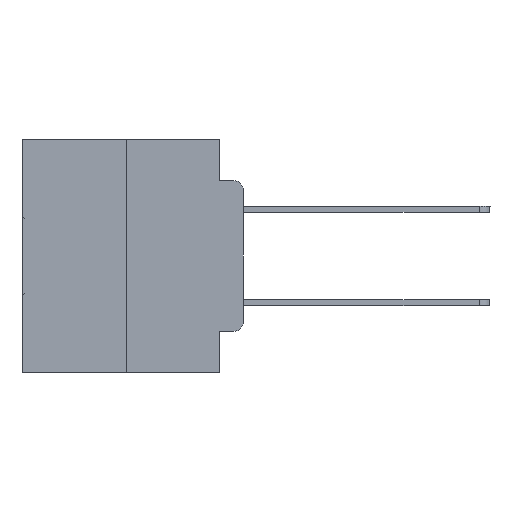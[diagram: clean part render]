
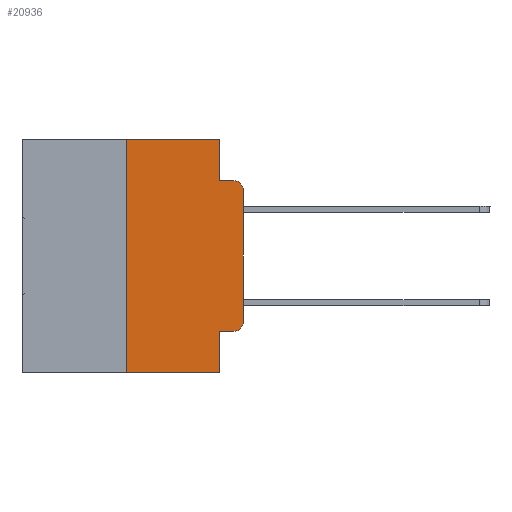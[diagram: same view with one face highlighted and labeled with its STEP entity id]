
A CAD part, left-side view. The second image highlights one B-rep face of the part: STEP entity #20936.
In plain terms, the highlighted planar face has unit normal (-1, 0, 0).
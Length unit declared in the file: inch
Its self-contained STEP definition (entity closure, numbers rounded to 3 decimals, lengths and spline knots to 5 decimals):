
#82 = EDGE_CURVE ( 'NONE', #21093, #29617, #29491, .T. ) ;
#451 = CARTESIAN_POINT ( 'NONE',  ( 0., 0.473, -0.5 ) ) ;
#830 = VERTEX_POINT ( 'NONE', #1895 ) ;
#1825 = CARTESIAN_POINT ( 'NONE',  ( 0., 0.051, -0.0885 ) ) ;
#1895 = CARTESIAN_POINT ( 'NONE',  ( 0., 0.02, -0.0885 ) ) ;
#2790 = CARTESIAN_POINT ( 'NONE',  ( 0., 0.051, 0. ) ) ;
#2850 = CARTESIAN_POINT ( 'NONE',  ( 0., 0.02, -0.4115 ) ) ;
#3094 = VERTEX_POINT ( 'NONE', #17882 ) ;
#4292 = DIRECTION ( 'NONE',  ( 0., -1., 0. ) ) ;
#4342 = VECTOR ( 'NONE', #30637, 39.37008 ) ;
#4767 = CARTESIAN_POINT ( 'NONE',  ( 0., 0.02, -0.1085 ) ) ;
#4996 = EDGE_CURVE ( 'NONE', #19640, #29617, #10411, .T. ) ;
#5146 = EDGE_LOOP ( 'NONE', ( #11180, #31089, #5724, #21323, #5532, #23779, #16184, #27862, #9918, #22605 ) ) ;
#5309 = CARTESIAN_POINT ( 'NONE',  ( 0., 0.02, -0.3915 ) ) ;
#5532 = ORIENTED_EDGE ( 'NONE', *, *, #5580, .F. ) ;
#5580 = EDGE_CURVE ( 'NONE', #10429, #3094, #6515, .T. ) ;
#5724 = ORIENTED_EDGE ( 'NONE', *, *, #26759, .F. ) ;
#5835 = CARTESIAN_POINT ( 'NONE',  ( 0., 0., -0.3915 ) ) ;
#6213 = CARTESIAN_POINT ( 'NONE',  ( 0., 0.473, 0. ) ) ;
#6515 = LINE ( 'NONE', #6213, #31416 ) ;
#6605 = CARTESIAN_POINT ( 'NONE',  ( 0., 0., 0. ) ) ;
#6662 = VERTEX_POINT ( 'NONE', #5835 ) ;
#6671 = EDGE_CURVE ( 'NONE', #19640, #22175, #8356, .T. ) ;
#7237 = DIRECTION ( 'NONE',  ( 0., 0., -1. ) ) ;
#7750 = DIRECTION ( 'NONE',  ( 0., 0., -1. ) ) ;
#7837 = DIRECTION ( 'NONE',  ( 1., 0., 0. ) ) ;
#7991 = LINE ( 'NONE', #1825, #17584 ) ;
#8306 = EDGE_CURVE ( 'NONE', #22175, #6662, #18195, .T. ) ;
#8356 = LINE ( 'NONE', #25174, #14166 ) ;
#8486 = CARTESIAN_POINT ( 'NONE',  ( 0., 0.25, -0.5 ) ) ;
#9622 = VECTOR ( 'NONE', #21016, 39.37008 ) ;
#9918 = ORIENTED_EDGE ( 'NONE', *, *, #6671, .T. ) ;
#10247 = PLANE ( 'NONE',  #10950 ) ;
#10342 = LINE ( 'NONE', #6605, #23994 ) ;
#10411 = LINE ( 'NONE', #18569, #9622 ) ;
#10429 = VERTEX_POINT ( 'NONE', #18480 ) ;
#10950 = AXIS2_PLACEMENT_3D ( 'NONE', #17600, #7837, #24840 ) ;
#11180 = ORIENTED_EDGE ( 'NONE', *, *, #18777, .T. ) ;
#11348 = AXIS2_PLACEMENT_3D ( 'NONE', #5309, #22394, #7750 ) ;
#14024 = VERTEX_POINT ( 'NONE', #26320 ) ;
#14166 = VECTOR ( 'NONE', #15732, 39.37008 ) ;
#15005 = CARTESIAN_POINT ( 'NONE',  ( 0., 0.051, -0.0885 ) ) ;
#15389 = VERTEX_POINT ( 'NONE', #15005 ) ;
#15651 = FACE_OUTER_BOUND ( 'NONE', #5146, .T. ) ;
#15732 = DIRECTION ( 'NONE',  ( 0., -1., 0. ) ) ;
#15951 = CIRCLE ( 'NONE', #30526, 0.02 ) ;
#16184 = ORIENTED_EDGE ( 'NONE', *, *, #82, .T. ) ;
#16770 = VECTOR ( 'NONE', #20523, 39.37008 ) ;
#17584 = VECTOR ( 'NONE', #4292, 39.37008 ) ;
#17600 = CARTESIAN_POINT ( 'NONE',  ( 0., 0.473, 0. ) ) ;
#17882 = CARTESIAN_POINT ( 'NONE',  ( 0., 0.051, 0. ) ) ;
#18195 = CIRCLE ( 'NONE', #11348, 0.02 ) ;
#18480 = CARTESIAN_POINT ( 'NONE',  ( 0., 0.25, 0. ) ) ;
#18569 = CARTESIAN_POINT ( 'NONE',  ( 0., 0.051, 0. ) ) ;
#18777 = EDGE_CURVE ( 'NONE', #6662, #14024, #10342, .T. ) ;
#19616 = CARTESIAN_POINT ( 'NONE',  ( 0., 0.051, -0.4115 ) ) ;
#19640 = VERTEX_POINT ( 'NONE', #19616 ) ;
#19764 = CARTESIAN_POINT ( 'NONE',  ( 0., 0.051, -0.5 ) ) ;
#20216 = LINE ( 'NONE', #2790, #25782 ) ;
#20523 = DIRECTION ( 'NONE',  ( 0., -1., 0. ) ) ;
#20936 = ADVANCED_FACE ( 'NONE', ( #15651 ), #10247, .F. ) ;
#21016 = DIRECTION ( 'NONE',  ( 0., 0., -1. ) ) ;
#21093 = VERTEX_POINT ( 'NONE', #8486 ) ;
#21236 = DIRECTION ( 'NONE',  ( 0., 0., 1. ) ) ;
#21323 = ORIENTED_EDGE ( 'NONE', *, *, #28388, .F. ) ;
#21870 = DIRECTION ( 'NONE',  ( -1., 0., 0. ) ) ;
#21990 = EDGE_CURVE ( 'NONE', #14024, #830, #15951, .T. ) ;
#22175 = VERTEX_POINT ( 'NONE', #2850 ) ;
#22394 = DIRECTION ( 'NONE',  ( -1., 0., 0. ) ) ;
#22605 = ORIENTED_EDGE ( 'NONE', *, *, #8306, .T. ) ;
#23263 = DIRECTION ( 'NONE',  ( 0., -1., 0. ) ) ;
#23779 = ORIENTED_EDGE ( 'NONE', *, *, #29951, .F. ) ;
#23821 = LINE ( 'NONE', #28289, #4342 ) ;
#23994 = VECTOR ( 'NONE', #21236, 39.37008 ) ;
#24813 = DIRECTION ( 'NONE',  ( 0., 0., -1. ) ) ;
#24840 = DIRECTION ( 'NONE',  ( 0., 0., -1. ) ) ;
#25174 = CARTESIAN_POINT ( 'NONE',  ( 0., 0.051, -0.4115 ) ) ;
#25782 = VECTOR ( 'NONE', #24813, 39.37008 ) ;
#26320 = CARTESIAN_POINT ( 'NONE',  ( 0., 0., -0.1085 ) ) ;
#26759 = EDGE_CURVE ( 'NONE', #15389, #830, #7991, .T. ) ;
#27862 = ORIENTED_EDGE ( 'NONE', *, *, #4996, .F. ) ;
#28289 = CARTESIAN_POINT ( 'NONE',  ( 0., 0.25, 0. ) ) ;
#28388 = EDGE_CURVE ( 'NONE', #3094, #15389, #20216, .T. ) ;
#29491 = LINE ( 'NONE', #451, #16770 ) ;
#29617 = VERTEX_POINT ( 'NONE', #19764 ) ;
#29951 = EDGE_CURVE ( 'NONE', #21093, #10429, #23821, .T. ) ;
#30526 = AXIS2_PLACEMENT_3D ( 'NONE', #4767, #21870, #7237 ) ;
#30637 = DIRECTION ( 'NONE',  ( 0., 0., 1. ) ) ;
#31089 = ORIENTED_EDGE ( 'NONE', *, *, #21990, .T. ) ;
#31416 = VECTOR ( 'NONE', #23263, 39.37008 ) ;
